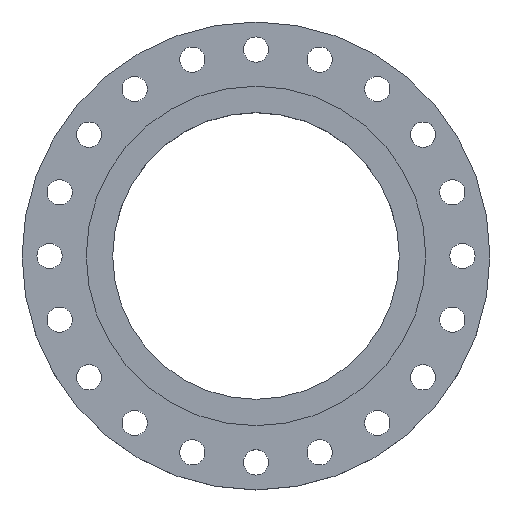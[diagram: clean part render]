
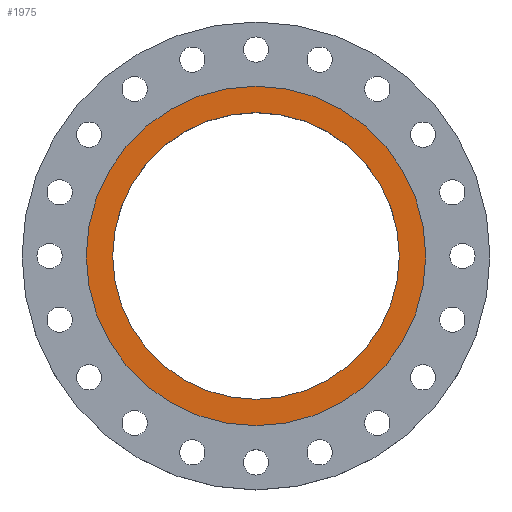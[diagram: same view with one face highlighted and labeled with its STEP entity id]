
A CAD part, top view. The second image highlights one B-rep face of the part: STEP entity #1975.
In plain terms, the highlighted planar face has unit normal (0, 0, 1).
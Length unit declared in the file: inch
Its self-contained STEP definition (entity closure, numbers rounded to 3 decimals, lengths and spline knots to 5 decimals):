
#3 = EDGE_CURVE ( 'NONE', #1563, #133, #1064, .T. ) ;
#6 = EDGE_CURVE ( 'NONE', #133, #1563, #863, .T. ) ;
#33 = ORIENTED_EDGE ( 'NONE', *, *, #6, .T. ) ;
#59 = CARTESIAN_POINT ( 'NONE',  ( 0., 0., 0. ) ) ;
#86 = AXIS2_PLACEMENT_3D ( 'NONE', #1867, #2005, #1702 ) ;
#133 = VERTEX_POINT ( 'NONE', #723 ) ;
#226 = DIRECTION ( 'NONE',  ( 0., 0., 1. ) ) ;
#258 = CARTESIAN_POINT ( 'NONE',  ( 0., 0., 0. ) ) ;
#333 = CARTESIAN_POINT ( 'NONE',  ( -7.8125, 0., 0. ) ) ;
#366 = DIRECTION ( 'NONE',  ( 1., 0., 0. ) ) ;
#621 = AXIS2_PLACEMENT_3D ( 'NONE', #1003, #1973, #1026 ) ;
#706 = EDGE_CURVE ( 'NONE', #1594, #1659, #1551, .T. ) ;
#723 = CARTESIAN_POINT ( 'NONE',  ( -9.25, 0., 0. ) ) ;
#783 = FACE_BOUND ( 'NONE', #1999, .T. ) ;
#799 = CARTESIAN_POINT ( 'NONE',  ( 7.8125, 0., 0. ) ) ;
#863 = CIRCLE ( 'NONE', #1778, 9.25 ) ;
#1003 = CARTESIAN_POINT ( 'NONE',  ( 0., 0., 0. ) ) ;
#1009 = DIRECTION ( 'NONE',  ( 1., 0., 0. ) ) ;
#1026 = DIRECTION ( 'NONE',  ( 1., 0., 0. ) ) ;
#1034 = DIRECTION ( 'NONE',  ( 0., 0., 1. ) ) ;
#1050 = ORIENTED_EDGE ( 'NONE', *, *, #706, .F. ) ;
#1064 = CIRCLE ( 'NONE', #1122, 9.25 ) ;
#1122 = AXIS2_PLACEMENT_3D ( 'NONE', #59, #226, #366 ) ;
#1213 = EDGE_CURVE ( 'NONE', #1659, #1594, #2011, .T. ) ;
#1309 = CARTESIAN_POINT ( 'NONE',  ( 0., 0., 0. ) ) ;
#1396 = FACE_OUTER_BOUND ( 'NONE', #1989, .T. ) ;
#1472 = DIRECTION ( 'NONE',  ( 0., 0., 1. ) ) ;
#1522 = AXIS2_PLACEMENT_3D ( 'NONE', #258, #1034, #2001 ) ;
#1551 = CIRCLE ( 'NONE', #1522, 7.8125 ) ;
#1563 = VERTEX_POINT ( 'NONE', #1695 ) ;
#1593 = ORIENTED_EDGE ( 'NONE', *, *, #3, .T. ) ;
#1594 = VERTEX_POINT ( 'NONE', #799 ) ;
#1659 = VERTEX_POINT ( 'NONE', #333 ) ;
#1695 = CARTESIAN_POINT ( 'NONE',  ( 9.25, 0., 0. ) ) ;
#1702 = DIRECTION ( 'NONE',  ( -1., 0., 0. ) ) ;
#1721 = PLANE ( 'NONE',  #86 ) ;
#1778 = AXIS2_PLACEMENT_3D ( 'NONE', #1309, #1472, #1009 ) ;
#1859 = ORIENTED_EDGE ( 'NONE', *, *, #1213, .F. ) ;
#1867 = CARTESIAN_POINT ( 'NONE',  ( 0., 7.8125, 0. ) ) ;
#1973 = DIRECTION ( 'NONE',  ( 0., 0., 1. ) ) ;
#1975 = ADVANCED_FACE ( 'NONE', ( #783, #1396 ), #1721, .F. ) ;
#1989 = EDGE_LOOP ( 'NONE', ( #1593, #33 ) ) ;
#1999 = EDGE_LOOP ( 'NONE', ( #1050, #1859 ) ) ;
#2001 = DIRECTION ( 'NONE',  ( 1., 0., 0. ) ) ;
#2005 = DIRECTION ( 'NONE',  ( 0., 0., -1. ) ) ;
#2011 = CIRCLE ( 'NONE', #621, 7.8125 ) ;
